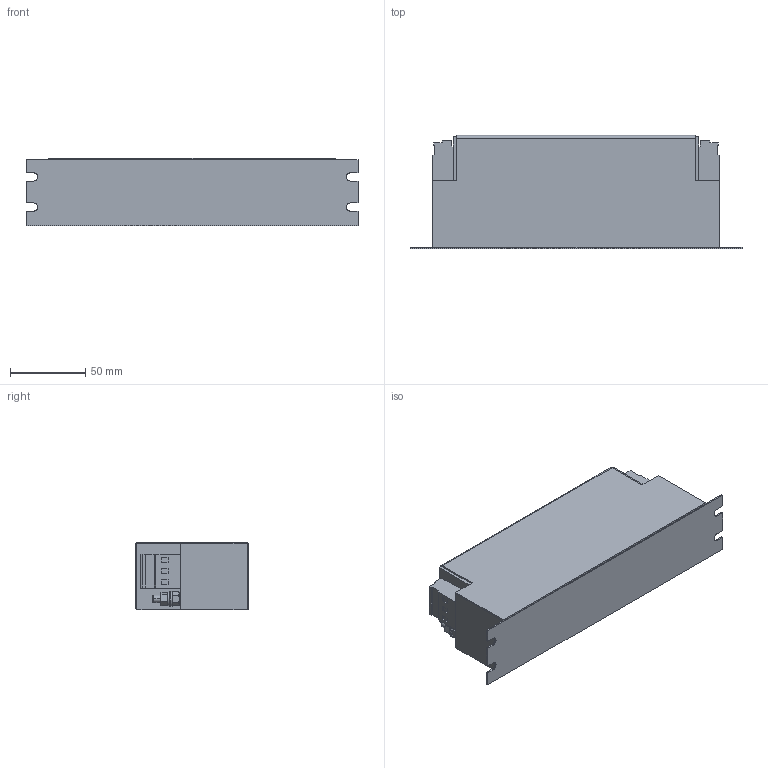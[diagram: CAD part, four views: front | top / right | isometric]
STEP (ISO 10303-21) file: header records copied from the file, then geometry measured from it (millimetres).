
FILE_DESCRIPTION (( 'STEP AP214' ), '1' );
FILE_NAME ('214815.STEP', '2020-05-28T20:25:15', ( '' ), ( '' ), 'SwSTEP 2.0', 'SolidWorks 2018', '' );
FILE_SCHEMA (( 'AUTOMOTIVE_DESIGN' ));
Length unit declared in the file: millimetre
Products named in the file (1): 214815
Bounding box: 220 x 75 x 45 mm (x, y, z)
Volume: 621922.2 mm3; surface area: 56175.1 mm2
Topology: 1 solids, 1 shells, 255 faces, 629 edges, 396 vertices
Faces by surface type: plane 150, cone 52, cylinder 45, torus 8
Entity records: 7763 total; most frequent: CARTESIAN_POINT 1777, ORIENTED_EDGE 1258, DIRECTION 1187, EDGE_CURVE 629, AXIS2_PLACEMENT_3D 414, VERTEX_POINT 396, LINE 359, VECTOR 359
